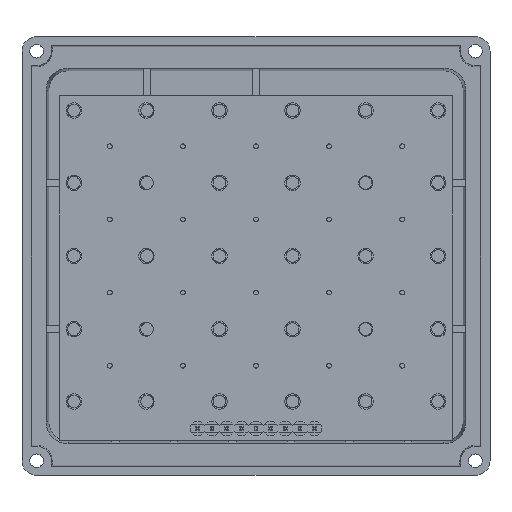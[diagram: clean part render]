
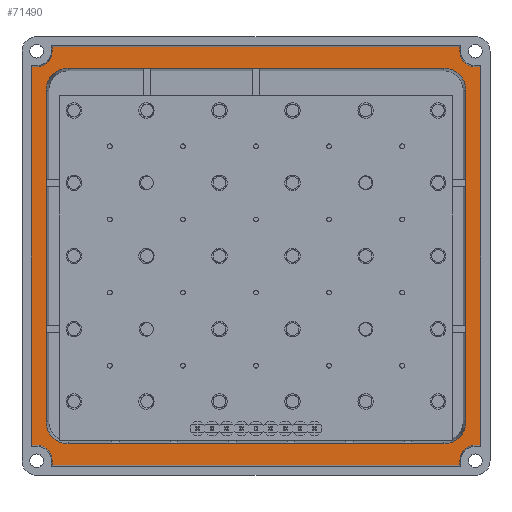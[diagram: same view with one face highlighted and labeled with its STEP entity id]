
A CAD part, front view. The second image highlights one B-rep face of the part: STEP entity #71490.
In plain terms, the highlighted planar face has unit normal (0, -1, 0).
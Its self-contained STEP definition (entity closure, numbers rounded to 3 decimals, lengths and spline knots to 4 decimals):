
#3389=DIRECTION('',(0.,0.,-1.));
#3390=VECTOR('',#3389,2.5885);
#3391=CARTESIAN_POINT('',(-0.5322,-0.062,0.5442));
#3392=LINE('',#3391,#3390);
#3393=DIRECTION('',(-1.,0.,0.));
#3394=VECTOR('',#3393,0.0322);
#3395=CARTESIAN_POINT('',(-0.5,-0.062,0.5442));
#3396=LINE('',#3395,#3394);
#3397=CARTESIAN_POINT('',(-0.5,-0.062,0.65));
#3398=DIRECTION('',(0.,1.,0.));
#3399=DIRECTION('',(1.,0.,0.));
#3400=AXIS2_PLACEMENT_3D('',#3397,#3398,#3399);
#3402=DIRECTION('',(0.,0.,-1.));
#3403=VECTOR('',#3402,0.0322);
#3404=CARTESIAN_POINT('',(-0.3942,-0.062,0.6822));
#3405=LINE('',#3404,#3403);
#3406=DIRECTION('',(-1.,0.,0.));
#3407=VECTOR('',#3406,2.7885);
#3408=CARTESIAN_POINT('',(2.3942,-0.062,0.6822));
#3409=LINE('',#3408,#3407);
#3410=DIRECTION('',(0.,0.,1.));
#3411=VECTOR('',#3410,0.0322);
#3412=CARTESIAN_POINT('',(2.3942,-0.062,0.65));
#3413=LINE('',#3412,#3411);
#3414=CARTESIAN_POINT('',(2.5,-0.062,0.65));
#3415=DIRECTION('',(0.,1.,0.));
#3416=DIRECTION('',(0.,0.,-1.));
#3417=AXIS2_PLACEMENT_3D('',#3414,#3415,#3416);
#3419=DIRECTION('',(-1.,0.,0.));
#3420=VECTOR('',#3419,0.0322);
#3421=CARTESIAN_POINT('',(2.5322,-0.062,0.5442));
#3422=LINE('',#3421,#3420);
#3423=DIRECTION('',(0.,0.,1.));
#3424=VECTOR('',#3423,2.5885);
#3425=CARTESIAN_POINT('',(2.5322,-0.062,-2.0442));
#3426=LINE('',#3425,#3424);
#3427=DIRECTION('',(1.,0.,0.));
#3428=VECTOR('',#3427,0.0322);
#3429=CARTESIAN_POINT('',(2.5,-0.062,-2.0442));
#3430=LINE('',#3429,#3428);
#3431=CARTESIAN_POINT('',(2.5,-0.062,-2.15));
#3432=DIRECTION('',(0.,1.,0.));
#3433=DIRECTION('',(-1.,0.,0.));
#3434=AXIS2_PLACEMENT_3D('',#3431,#3432,#3433);
#3436=DIRECTION('',(0.,0.,1.));
#3437=VECTOR('',#3436,0.0322);
#3438=CARTESIAN_POINT('',(2.3942,-0.062,-2.1822));
#3439=LINE('',#3438,#3437);
#3440=DIRECTION('',(1.,0.,0.));
#3441=VECTOR('',#3440,2.7885);
#3442=CARTESIAN_POINT('',(-0.3942,-0.062,-2.1822));
#3443=LINE('',#3442,#3441);
#3444=DIRECTION('',(0.,0.,-1.));
#3445=VECTOR('',#3444,0.0322);
#3446=CARTESIAN_POINT('',(-0.3942,-0.062,-2.15));
#3447=LINE('',#3446,#3445);
#3448=CARTESIAN_POINT('',(-0.5,-0.062,-2.15));
#3449=DIRECTION('',(0.,1.,0.));
#3450=DIRECTION('',(0.,0.,1.));
#3451=AXIS2_PLACEMENT_3D('',#3448,#3449,#3450);
#3453=DIRECTION('',(1.,0.,0.));
#3454=VECTOR('',#3453,0.0322);
#3455=CARTESIAN_POINT('',(-0.5322,-0.062,-2.0442));
#3456=LINE('',#3455,#3454);
#3457=DIRECTION('',(0.,0.,1.));
#3458=VECTOR('',#3457,2.27);
#3459=CARTESIAN_POINT('',(2.435,-0.062,-1.885));
#3460=LINE('',#3459,#3458);
#3461=CARTESIAN_POINT('',(2.285,-0.062,0.385));
#3462=DIRECTION('',(0.,-1.,0.));
#3463=DIRECTION('',(1.,0.,0.));
#3464=AXIS2_PLACEMENT_3D('',#3461,#3462,#3463);
#3466=DIRECTION('',(-1.,0.,0.));
#3467=VECTOR('',#3466,2.57);
#3468=CARTESIAN_POINT('',(2.285,-0.062,0.535));
#3469=LINE('',#3468,#3467);
#3470=CARTESIAN_POINT('',(-0.285,-0.062,0.385));
#3471=DIRECTION('',(0.,-1.,0.));
#3472=DIRECTION('',(0.,0.,1.));
#3473=AXIS2_PLACEMENT_3D('',#3470,#3471,#3472);
#3475=DIRECTION('',(0.,0.,-1.));
#3476=VECTOR('',#3475,2.27);
#3477=CARTESIAN_POINT('',(-0.435,-0.062,0.385));
#3478=LINE('',#3477,#3476);
#3479=CARTESIAN_POINT('',(-0.285,-0.062,-1.885));
#3480=DIRECTION('',(0.,-1.,0.));
#3481=DIRECTION('',(-1.,0.,0.));
#3482=AXIS2_PLACEMENT_3D('',#3479,#3480,#3481);
#3484=DIRECTION('',(1.,0.,0.));
#3485=VECTOR('',#3484,2.57);
#3486=CARTESIAN_POINT('',(-0.285,-0.062,-2.035));
#3487=LINE('',#3486,#3485);
#3488=CARTESIAN_POINT('',(2.285,-0.062,-1.885));
#3489=DIRECTION('',(0.,-1.,0.));
#3490=DIRECTION('',(0.,0.,-1.));
#3491=AXIS2_PLACEMENT_3D('',#3488,#3489,#3490);
#54997=CARTESIAN_POINT('',(-0.5322,-0.062,0.5442));
#54998=CARTESIAN_POINT('',(-0.5322,-0.062,-2.0442));
#54999=VERTEX_POINT('',#54997);
#55000=VERTEX_POINT('',#54998);
#55001=CARTESIAN_POINT('',(-0.5,-0.062,-2.0442));
#55002=VERTEX_POINT('',#55001);
#55003=CARTESIAN_POINT('',(-0.3942,-0.062,-2.15));
#55004=VERTEX_POINT('',#55003);
#55005=CARTESIAN_POINT('',(-0.3942,-0.062,-2.1822));
#55006=VERTEX_POINT('',#55005);
#55007=CARTESIAN_POINT('',(2.3942,-0.062,-2.1822));
#55008=VERTEX_POINT('',#55007);
#55009=CARTESIAN_POINT('',(2.3942,-0.062,-2.15));
#55010=VERTEX_POINT('',#55009);
#55011=CARTESIAN_POINT('',(2.5,-0.062,-2.0442));
#55012=VERTEX_POINT('',#55011);
#55013=CARTESIAN_POINT('',(2.5322,-0.062,-2.0442));
#55014=VERTEX_POINT('',#55013);
#55015=CARTESIAN_POINT('',(2.5322,-0.062,0.5442));
#55016=VERTEX_POINT('',#55015);
#55017=CARTESIAN_POINT('',(2.5,-0.062,0.5442));
#55018=VERTEX_POINT('',#55017);
#55019=CARTESIAN_POINT('',(2.3942,-0.062,0.65));
#55020=VERTEX_POINT('',#55019);
#55021=CARTESIAN_POINT('',(2.3942,-0.062,0.6822));
#55022=VERTEX_POINT('',#55021);
#55023=CARTESIAN_POINT('',(-0.3942,-0.062,0.6822));
#55024=CARTESIAN_POINT('',(-0.3942,-0.062,0.65));
#55025=VERTEX_POINT('',#55023);
#55026=VERTEX_POINT('',#55024);
#55027=CARTESIAN_POINT('',(-0.5,-0.062,0.5442));
#55028=VERTEX_POINT('',#55027);
#55077=CARTESIAN_POINT('',(2.435,-0.062,-1.885));
#55078=CARTESIAN_POINT('',(2.435,-0.062,0.385));
#55079=VERTEX_POINT('',#55077);
#55080=VERTEX_POINT('',#55078);
#55081=CARTESIAN_POINT('',(2.285,-0.062,0.535));
#55082=VERTEX_POINT('',#55081);
#55083=CARTESIAN_POINT('',(-0.285,-0.062,0.535));
#55084=VERTEX_POINT('',#55083);
#55085=CARTESIAN_POINT('',(-0.435,-0.062,0.385));
#55086=VERTEX_POINT('',#55085);
#55087=CARTESIAN_POINT('',(-0.435,-0.062,-1.885));
#55088=VERTEX_POINT('',#55087);
#55089=CARTESIAN_POINT('',(-0.285,-0.062,-2.035));
#55090=VERTEX_POINT('',#55089);
#55091=CARTESIAN_POINT('',(2.285,-0.062,-2.035));
#55092=VERTEX_POINT('',#55091);
#71436=CARTESIAN_POINT('',(0.,-0.062,0.));
#71437=DIRECTION('',(0.,-1.,0.));
#71438=DIRECTION('',(-1.,0.,0.));
#71439=AXIS2_PLACEMENT_3D('',#71436,#71437,#71438);
#71440=PLANE('',#71439);
#71442=ORIENTED_EDGE('',*,*,#71441,.F.);
#71444=ORIENTED_EDGE('',*,*,#71443,.F.);
#71446=ORIENTED_EDGE('',*,*,#71445,.F.);
#71448=ORIENTED_EDGE('',*,*,#71447,.F.);
#71450=ORIENTED_EDGE('',*,*,#71449,.F.);
#71452=ORIENTED_EDGE('',*,*,#71451,.F.);
#71454=ORIENTED_EDGE('',*,*,#71453,.F.);
#71456=ORIENTED_EDGE('',*,*,#71455,.F.);
#71458=ORIENTED_EDGE('',*,*,#71457,.F.);
#71460=ORIENTED_EDGE('',*,*,#71459,.F.);
#71462=ORIENTED_EDGE('',*,*,#71461,.F.);
#71464=ORIENTED_EDGE('',*,*,#71463,.F.);
#71466=ORIENTED_EDGE('',*,*,#71465,.F.);
#71468=ORIENTED_EDGE('',*,*,#71467,.F.);
#71470=ORIENTED_EDGE('',*,*,#71469,.F.);
#71472=ORIENTED_EDGE('',*,*,#71471,.F.);
#71473=EDGE_LOOP('',(#71442,#71444,#71446,#71448,#71450,#71452,#71454,#71456,
#71458,#71460,#71462,#71464,#71466,#71468,#71470,#71472));
#71474=FACE_OUTER_BOUND('',#71473,.F.);
#71476=ORIENTED_EDGE('',*,*,#71475,.T.);
#71478=ORIENTED_EDGE('',*,*,#71477,.T.);
#71480=ORIENTED_EDGE('',*,*,#71479,.T.);
#71482=ORIENTED_EDGE('',*,*,#71481,.T.);
#71483=ORIENTED_EDGE('',*,*,#69794,.T.);
#71485=ORIENTED_EDGE('',*,*,#71484,.T.);
#71486=ORIENTED_EDGE('',*,*,#71378,.T.);
#71487=ORIENTED_EDGE('',*,*,#71427,.T.);
#71488=EDGE_LOOP('',(#71476,#71478,#71480,#71482,#71483,#71485,#71486,#71487));
#71489=FACE_BOUND('',#71488,.F.);
#71490=ADVANCED_FACE('',(#71474,#71489),#71440,.T.);
#3401=CIRCLE('',#3400,0.1058);
#3418=CIRCLE('',#3417,0.1058);
#3435=CIRCLE('',#3434,0.1058);
#3452=CIRCLE('',#3451,0.1058);
#3465=CIRCLE('',#3464,0.15);
#3474=CIRCLE('',#3473,0.15);
#3483=CIRCLE('',#3482,0.15);
#3492=CIRCLE('',#3491,0.15);
#69794=EDGE_CURVE('',#55086,#55088,#3478,.T.);
#71378=EDGE_CURVE('',#55090,#55092,#3487,.T.);
#71427=EDGE_CURVE('',#55092,#55079,#3492,.T.);
#71441=EDGE_CURVE('',#54999,#55000,#3392,.T.);
#71443=EDGE_CURVE('',#55028,#54999,#3396,.T.);
#71445=EDGE_CURVE('',#55026,#55028,#3401,.T.);
#71447=EDGE_CURVE('',#55025,#55026,#3405,.T.);
#71449=EDGE_CURVE('',#55022,#55025,#3409,.T.);
#71451=EDGE_CURVE('',#55020,#55022,#3413,.T.);
#71453=EDGE_CURVE('',#55018,#55020,#3418,.T.);
#71455=EDGE_CURVE('',#55016,#55018,#3422,.T.);
#71457=EDGE_CURVE('',#55014,#55016,#3426,.T.);
#71459=EDGE_CURVE('',#55012,#55014,#3430,.T.);
#71461=EDGE_CURVE('',#55010,#55012,#3435,.T.);
#71463=EDGE_CURVE('',#55008,#55010,#3439,.T.);
#71465=EDGE_CURVE('',#55006,#55008,#3443,.T.);
#71467=EDGE_CURVE('',#55004,#55006,#3447,.T.);
#71469=EDGE_CURVE('',#55002,#55004,#3452,.T.);
#71471=EDGE_CURVE('',#55000,#55002,#3456,.T.);
#71475=EDGE_CURVE('',#55079,#55080,#3460,.T.);
#71477=EDGE_CURVE('',#55080,#55082,#3465,.T.);
#71479=EDGE_CURVE('',#55082,#55084,#3469,.T.);
#71481=EDGE_CURVE('',#55084,#55086,#3474,.T.);
#71484=EDGE_CURVE('',#55088,#55090,#3483,.T.);
